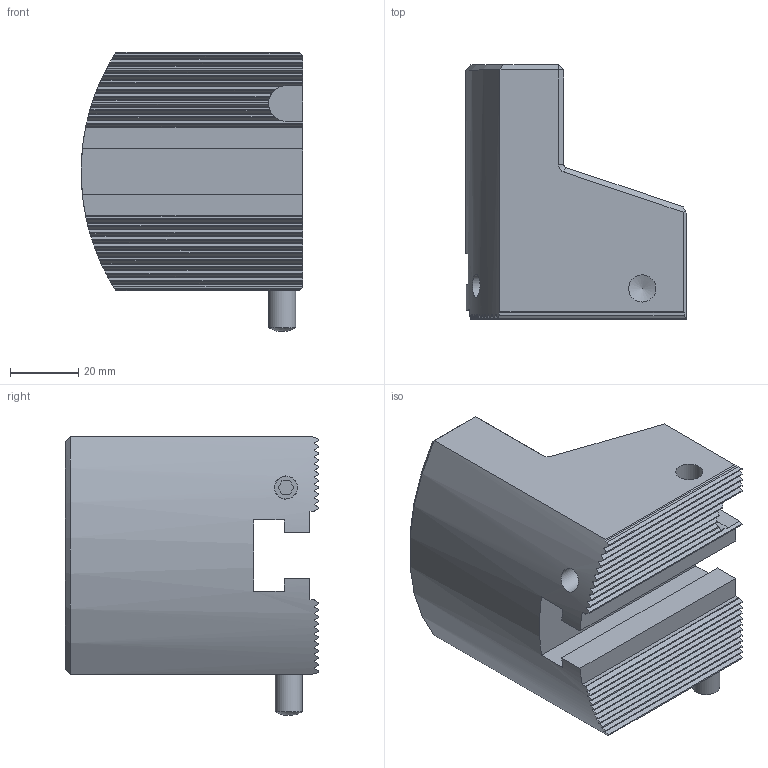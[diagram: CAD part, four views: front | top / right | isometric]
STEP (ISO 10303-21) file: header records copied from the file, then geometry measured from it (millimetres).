
FILE_DESCRIPTION (( 'STEP AP214' ), '1' );
FILE_NAME ('F0U.ER1.001.074.STEP', '2020-08-13T15:15:44', ( '' ), ( '' ), 'SwSTEP 2.0', 'SolidWorks 2017', '' );
FILE_SCHEMA (( 'AUTOMOTIVE_DESIGN' ));
Length unit declared in the file: millimetre
Products named in the file (4): ISO 8734 - 8 x 20 m6; F0U-ER1.001.074_C; ISO 4028 - M8 x 35; F0U.ER1.001.074
Assembly tree (3 placements, depth 2):
  F0U.ER1.001.074
    F0U-ER1.001.074_C
    ISO 8734 - 8 x 20 m6
    ISO 4028 - M8 x 35
Bounding box: 64.91 x 74.58 x 81.95 mm (x, y, z)
Volume: 204701.1 mm3; surface area: 31291.1 mm2
Topology: 3 solids, 3 shells, 152 faces, 419 edges, 274 vertices
Faces by surface type: plane 111, cylinder 31, cone 8, sphere 2
Full cylindrical faces by diameter (mm): 5.5 x1, 6.8 x1, 8 x4
Entity records: 5567 total; most frequent: CARTESIAN_POINT 1502, ORIENTED_EDGE 808, DIRECTION 697, EDGE_CURVE 404, VERTEX_POINT 270, LINE 247, VECTOR 247, AXIS2_PLACEMENT_3D 225
